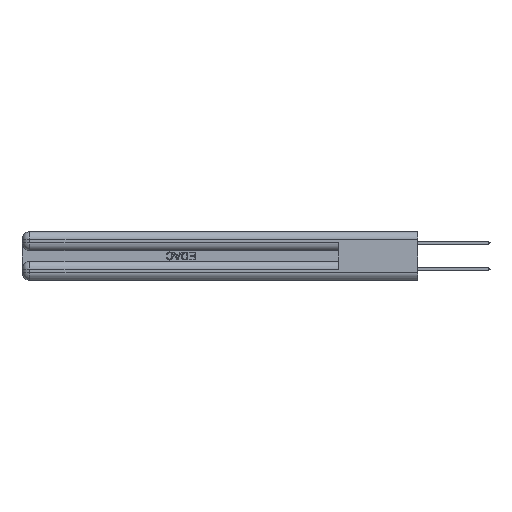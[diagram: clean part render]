
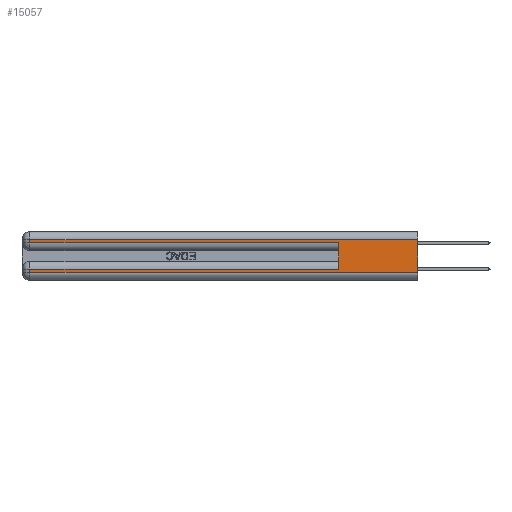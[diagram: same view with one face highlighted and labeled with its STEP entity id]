
A CAD part, left-side view. The second image highlights one B-rep face of the part: STEP entity #15057.
In plain terms, the highlighted planar face has unit normal (-1, 0, 0).
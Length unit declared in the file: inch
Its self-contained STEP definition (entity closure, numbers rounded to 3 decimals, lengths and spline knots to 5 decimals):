
#136 = LINE ( 'NONE', #38384, #9208 ) ;
#788 = VERTEX_POINT ( 'NONE', #48695 ) ;
#931 = DIRECTION ( 'NONE',  ( 0., 0., -1. ) ) ;
#992 = ORIENTED_EDGE ( 'NONE', *, *, #47555, .F. ) ;
#2615 = VERTEX_POINT ( 'NONE', #27638 ) ;
#2945 = CARTESIAN_POINT ( 'NONE',  ( 0., 0., 0.06 ) ) ;
#3111 = LINE ( 'NONE', #11850, #42328 ) ;
#4292 = DIRECTION ( 'NONE',  ( 0., -1., 0. ) ) ;
#5044 = AXIS2_PLACEMENT_3D ( 'NONE', #40335, #13856, #25323 ) ;
#5431 = CARTESIAN_POINT ( 'NONE',  ( 0., 0., 0.285 ) ) ;
#6133 = EDGE_CURVE ( 'NONE', #788, #2615, #21045, .T. ) ;
#6277 = VECTOR ( 'NONE', #21385, 39.37008 ) ;
#7574 = CARTESIAN_POINT ( 'NONE',  ( 0., 2.94, 0.085 ) ) ;
#9098 = VERTEX_POINT ( 'NONE', #45324 ) ;
#9208 = VECTOR ( 'NONE', #42180, 39.37008 ) ;
#9301 = EDGE_CURVE ( 'NONE', #13718, #30595, #14550, .T. ) ;
#10812 = VERTEX_POINT ( 'NONE', #48112 ) ;
#11830 = CARTESIAN_POINT ( 'NONE',  ( 0., 2.94, 0.37 ) ) ;
#11850 = CARTESIAN_POINT ( 'NONE',  ( 0., 0., 0.06 ) ) ;
#12266 = ORIENTED_EDGE ( 'NONE', *, *, #9301, .F. ) ;
#12732 = ORIENTED_EDGE ( 'NONE', *, *, #29005, .T. ) ;
#13150 = CARTESIAN_POINT ( 'NONE',  ( 0., 0., 0.085 ) ) ;
#13497 = EDGE_CURVE ( 'NONE', #24046, #9098, #24505, .T. ) ;
#13718 = VERTEX_POINT ( 'NONE', #35996 ) ;
#13830 = VECTOR ( 'NONE', #18783, 39.37008 ) ;
#13856 = DIRECTION ( 'NONE',  ( 1., 0., 0. ) ) ;
#14550 = LINE ( 'NONE', #27468, #21088 ) ;
#15057 = ADVANCED_FACE ( 'NONE', ( #24958 ), #21497, .F. ) ;
#16184 = EDGE_LOOP ( 'NONE', ( #12266, #36905, #42576, #46515, #992, #12732, #18497, #29002 ) ) ;
#18497 = ORIENTED_EDGE ( 'NONE', *, *, #13497, .T. ) ;
#18783 = DIRECTION ( 'NONE',  ( 0., 0., 1. ) ) ;
#20636 = DIRECTION ( 'NONE',  ( 0., 1., 0. ) ) ;
#21045 = LINE ( 'NONE', #5431, #41139 ) ;
#21088 = VECTOR ( 'NONE', #931, 39.37008 ) ;
#21385 = DIRECTION ( 'NONE',  ( 0., 1., 0. ) ) ;
#21497 = PLANE ( 'NONE',  #5044 ) ;
#23168 = CARTESIAN_POINT ( 'NONE',  ( 0., 0.6, 0.085 ) ) ;
#23316 = VECTOR ( 'NONE', #38649, 39.37008 ) ;
#24046 = VERTEX_POINT ( 'NONE', #7574 ) ;
#24505 = LINE ( 'NONE', #11830, #23316 ) ;
#24958 = FACE_OUTER_BOUND ( 'NONE', #16184, .T. ) ;
#25323 = DIRECTION ( 'NONE',  ( 0., 0., -1. ) ) ;
#25649 = EDGE_CURVE ( 'NONE', #13718, #10812, #27758, .T. ) ;
#27468 = CARTESIAN_POINT ( 'NONE',  ( 0., 0., 0.37 ) ) ;
#27638 = CARTESIAN_POINT ( 'NONE',  ( 0., 0.6, 0.285 ) ) ;
#27758 = LINE ( 'NONE', #40223, #6277 ) ;
#29002 = ORIENTED_EDGE ( 'NONE', *, *, #42124, .T. ) ;
#29005 = EDGE_CURVE ( 'NONE', #42089, #24046, #42304, .T. ) ;
#30595 = VERTEX_POINT ( 'NONE', #2945 ) ;
#35996 = CARTESIAN_POINT ( 'NONE',  ( 0., 0., 0.31 ) ) ;
#36905 = ORIENTED_EDGE ( 'NONE', *, *, #25649, .T. ) ;
#38384 = CARTESIAN_POINT ( 'NONE',  ( 0., 2.94, 0.37 ) ) ;
#38649 = DIRECTION ( 'NONE',  ( 0., 0., -1. ) ) ;
#40223 = CARTESIAN_POINT ( 'NONE',  ( 0., 0., 0.31 ) ) ;
#40335 = CARTESIAN_POINT ( 'NONE',  ( 0., 0., 0.37 ) ) ;
#41126 = VECTOR ( 'NONE', #20636, 39.37008 ) ;
#41139 = VECTOR ( 'NONE', #43301, 39.37008 ) ;
#41540 = EDGE_CURVE ( 'NONE', #10812, #788, #136, .T. ) ;
#42089 = VERTEX_POINT ( 'NONE', #23168 ) ;
#42124 = EDGE_CURVE ( 'NONE', #9098, #30595, #3111, .T. ) ;
#42180 = DIRECTION ( 'NONE',  ( 0., 0., -1. ) ) ;
#42304 = LINE ( 'NONE', #13150, #41126 ) ;
#42328 = VECTOR ( 'NONE', #4292, 39.37008 ) ;
#42576 = ORIENTED_EDGE ( 'NONE', *, *, #41540, .T. ) ;
#43301 = DIRECTION ( 'NONE',  ( 0., -1., 0. ) ) ;
#45222 = LINE ( 'NONE', #45230, #13830 ) ;
#45230 = CARTESIAN_POINT ( 'NONE',  ( 0., 0.6, 0.145 ) ) ;
#45324 = CARTESIAN_POINT ( 'NONE',  ( 0., 2.94, 0.06 ) ) ;
#46515 = ORIENTED_EDGE ( 'NONE', *, *, #6133, .T. ) ;
#47555 = EDGE_CURVE ( 'NONE', #42089, #2615, #45222, .T. ) ;
#48112 = CARTESIAN_POINT ( 'NONE',  ( 0., 2.94, 0.31 ) ) ;
#48695 = CARTESIAN_POINT ( 'NONE',  ( 0., 2.94, 0.285 ) ) ;
